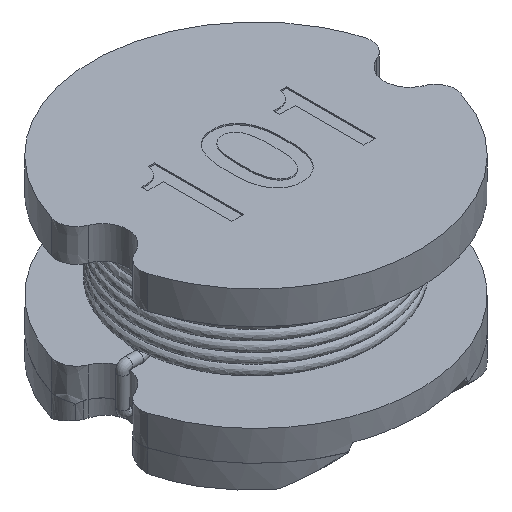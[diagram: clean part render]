
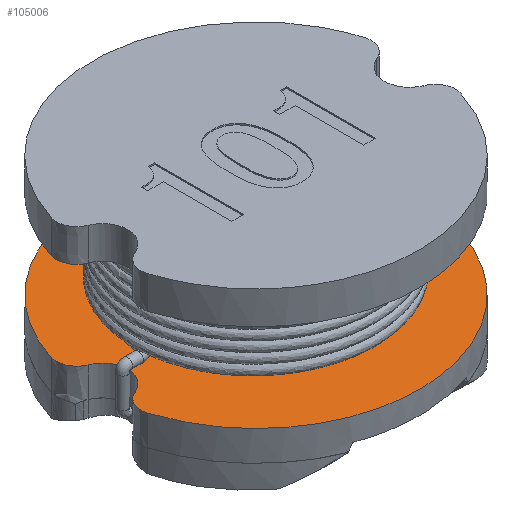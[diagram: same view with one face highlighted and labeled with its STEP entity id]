
A CAD part, isometric view. The second image highlights one B-rep face of the part: STEP entity #105006.
In plain terms, the highlighted free-form (B-spline) face has degree [1, 1] with [2, 2] control points.
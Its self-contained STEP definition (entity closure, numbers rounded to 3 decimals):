
#104568=CARTESIAN_POINT('',(3.25,0.,-4.8));
#104569=VERTEX_POINT('',#104568);
#104575=CARTESIAN_POINT('',(3.25,0.,-4.8));
#104576=CARTESIAN_POINT('',(3.25,3.25,-4.8));
#104577=CARTESIAN_POINT('',(0.,3.25,-4.8));
#104578=CARTESIAN_POINT('',(-3.25,3.25,-4.8));
#104579=CARTESIAN_POINT('',(-3.25,0.,-4.8));
#104580=CARTESIAN_POINT('',(-3.25,-3.25,-4.8));
#104581=CARTESIAN_POINT('',(0.,-3.25,-4.8));
#104582=CARTESIAN_POINT('',(3.25,-3.25,-4.8));
#104583=CARTESIAN_POINT('',(3.25,0.,-4.8));
#104584=(BOUNDED_CURVE()B_SPLINE_CURVE(2,(#104575,#104576,#104577,#104578,#104579,#104580,#104581,#104582,#104583),.CIRCULAR_ARC.,.T.,.U.)B_SPLINE_CURVE_WITH_KNOTS((3,2,2,2,3),(0.,0.25,0.5,0.75,1.),.UNSPECIFIED.)CURVE()GEOMETRIC_REPRESENTATION_ITEM()RATIONAL_B_SPLINE_CURVE((1.,0.707,1.,0.707,1.,0.707,1.,0.707,1.))REPRESENTATION_ITEM(''));
#104585=EDGE_CURVE('',#104569,#104569,#104584,.T.);
#104761=CARTESIAN_POINT('',(6.212,-1.913,-4.8));
#104762=VERTEX_POINT('',#104761);
#104768=CARTESIAN_POINT('',(-6.212,-1.913,-4.8));
#104769=VERTEX_POINT('',#104768);
#104770=CARTESIAN_POINT('',(-6.212,-1.913,-4.8));
#104771=CARTESIAN_POINT('',(-4.8,-6.5,-4.8));
#104772=CARTESIAN_POINT('',(0.,-6.5,-4.8));
#104773=CARTESIAN_POINT('',(4.8,-6.5,-4.8));
#104774=CARTESIAN_POINT('',(6.212,-1.913,-4.8));
#104775=(BOUNDED_CURVE()B_SPLINE_CURVE(2,(#104770,#104771,#104772,#104773,#104774),.CIRCULAR_ARC.,.F.,.U.)B_SPLINE_CURVE_WITH_KNOTS((3,2,3),(0.55,0.75,0.95),.UNSPECIFIED.)CURVE()GEOMETRIC_REPRESENTATION_ITEM()RATIONAL_B_SPLINE_CURVE((0.906,0.766,1.,0.766,0.906))REPRESENTATION_ITEM(''));
#104776=EDGE_CURVE('',#104769,#104762,#104775,.T.);
#104935=CARTESIAN_POINT('',(-19.5,-19.5,-4.8));
#104936=CARTESIAN_POINT('',(-19.5,19.5,-4.8));
#104937=CARTESIAN_POINT('',(19.5,-19.5,-4.8));
#104938=CARTESIAN_POINT('',(19.5,19.5,-4.8));
#104939=B_SPLINE_SURFACE_WITH_KNOTS('',1,1,((#104935,#104936),(#104937,#104938)),.PLANE_SURF.,.F.,.F.,.U.,(2,2),(2,2),(-1.,2.),(-1.,2.),.UNSPECIFIED.);
#104940=CARTESIAN_POINT('',(-5.738,0.932,-4.8));
#104941=VERTEX_POINT('',#104940);
#104942=CARTESIAN_POINT('',(-6.212,1.913,-4.8));
#104943=VERTEX_POINT('',#104942);
#104944=CARTESIAN_POINT('',(-5.738,0.932,-4.8));
#104945=CARTESIAN_POINT('',(-6.431,1.202,-4.8));
#104946=CARTESIAN_POINT('',(-6.212,1.913,-4.8));
#104947=(BOUNDED_CURVE()B_SPLINE_CURVE(2,(#104944,#104945,#104946),.UNSPECIFIED.,.F.,.U.)B_SPLINE_CURVE_WITH_KNOTS((3,3),(0.,1.),.UNSPECIFIED.)CURVE()GEOMETRIC_REPRESENTATION_ITEM()RATIONAL_B_SPLINE_CURVE((1.,0.732,1.))REPRESENTATION_ITEM(''));
#104948=EDGE_CURVE('',#104941,#104943,#104947,.T.);
#104949=ORIENTED_EDGE('',*,*,#104948,.F.);
#104950=CARTESIAN_POINT('',(-5.738,-0.932,-4.8));
#104951=VERTEX_POINT('',#104950);
#104952=CARTESIAN_POINT('',(-5.738,-0.932,-4.8));
#104953=CARTESIAN_POINT('',(-5.1,-0.684,-4.8));
#104954=CARTESIAN_POINT('',(-5.1,0.,-4.8));
#104955=CARTESIAN_POINT('',(-5.1,0.684,-4.8));
#104956=CARTESIAN_POINT('',(-5.738,0.932,-4.8));
#104957=(BOUNDED_CURVE()B_SPLINE_CURVE(2,(#104952,#104953,#104954,#104955,#104956),.CIRCULAR_ARC.,.F.,.U.)B_SPLINE_CURVE_WITH_KNOTS((3,2,3),(0.123,0.5,0.877),.UNSPECIFIED.)CURVE()GEOMETRIC_REPRESENTATION_ITEM()RATIONAL_B_SPLINE_CURVE((0.891,0.779,1.,0.779,0.891))REPRESENTATION_ITEM(''));
#104958=EDGE_CURVE('',#104951,#104941,#104957,.T.);
#104959=ORIENTED_EDGE('',*,*,#104958,.F.);
#104960=CARTESIAN_POINT('',(-5.738,-0.932,-4.8));
#104961=CARTESIAN_POINT('',(-6.431,-1.202,-4.8));
#104962=CARTESIAN_POINT('',(-6.212,-1.913,-4.8));
#104963=(BOUNDED_CURVE()B_SPLINE_CURVE(2,(#104960,#104961,#104962),.UNSPECIFIED.,.F.,.U.)B_SPLINE_CURVE_WITH_KNOTS((3,3),(0.,1.),.UNSPECIFIED.)CURVE()GEOMETRIC_REPRESENTATION_ITEM()RATIONAL_B_SPLINE_CURVE((1.,0.732,1.))REPRESENTATION_ITEM(''));
#104964=EDGE_CURVE('',#104951,#104769,#104963,.T.);
#104965=ORIENTED_EDGE('',*,*,#104964,.T.);
#104966=ORIENTED_EDGE('',*,*,#104776,.T.);
#104967=CARTESIAN_POINT('',(5.738,-0.932,-4.8));
#104968=VERTEX_POINT('',#104967);
#104969=CARTESIAN_POINT('',(5.738,-0.932,-4.8));
#104970=CARTESIAN_POINT('',(6.431,-1.202,-4.8));
#104971=CARTESIAN_POINT('',(6.212,-1.913,-4.8));
#104972=(BOUNDED_CURVE()B_SPLINE_CURVE(2,(#104969,#104970,#104971),.UNSPECIFIED.,.F.,.U.)B_SPLINE_CURVE_WITH_KNOTS((3,3),(0.,1.),.UNSPECIFIED.)CURVE()GEOMETRIC_REPRESENTATION_ITEM()RATIONAL_B_SPLINE_CURVE((1.,0.732,1.))REPRESENTATION_ITEM(''));
#104973=EDGE_CURVE('',#104968,#104762,#104972,.T.);
#104974=ORIENTED_EDGE('',*,*,#104973,.F.);
#104975=CARTESIAN_POINT('',(5.738,0.932,-4.8));
#104976=VERTEX_POINT('',#104975);
#104977=CARTESIAN_POINT('',(5.738,0.932,-4.8));
#104978=CARTESIAN_POINT('',(5.1,0.684,-4.8));
#104979=CARTESIAN_POINT('',(5.1,0.,-4.8));
#104980=CARTESIAN_POINT('',(5.1,-0.684,-4.8));
#104981=CARTESIAN_POINT('',(5.738,-0.932,-4.8));
#104982=(BOUNDED_CURVE()B_SPLINE_CURVE(2,(#104977,#104978,#104979,#104980,#104981),.CIRCULAR_ARC.,.F.,.U.)B_SPLINE_CURVE_WITH_KNOTS((3,2,3),(0.123,0.5,0.877),.UNSPECIFIED.)CURVE()GEOMETRIC_REPRESENTATION_ITEM()RATIONAL_B_SPLINE_CURVE((0.891,0.779,1.,0.779,0.891))REPRESENTATION_ITEM(''));
#104983=EDGE_CURVE('',#104976,#104968,#104982,.T.);
#104984=ORIENTED_EDGE('',*,*,#104983,.F.);
#104985=CARTESIAN_POINT('',(6.212,1.913,-4.8));
#104986=VERTEX_POINT('',#104985);
#104987=CARTESIAN_POINT('',(5.738,0.932,-4.8));
#104988=CARTESIAN_POINT('',(6.431,1.202,-4.8));
#104989=CARTESIAN_POINT('',(6.212,1.913,-4.8));
#104990=(BOUNDED_CURVE()B_SPLINE_CURVE(2,(#104987,#104988,#104989),.UNSPECIFIED.,.F.,.U.)B_SPLINE_CURVE_WITH_KNOTS((3,3),(0.,1.),.UNSPECIFIED.)CURVE()GEOMETRIC_REPRESENTATION_ITEM()RATIONAL_B_SPLINE_CURVE((1.,0.732,1.))REPRESENTATION_ITEM(''));
#104991=EDGE_CURVE('',#104976,#104986,#104990,.T.);
#104992=ORIENTED_EDGE('',*,*,#104991,.T.);
#104993=CARTESIAN_POINT('',(6.212,1.913,-4.8));
#104994=CARTESIAN_POINT('',(4.8,6.5,-4.8));
#104995=CARTESIAN_POINT('',(0.,6.5,-4.8));
#104996=CARTESIAN_POINT('',(-4.8,6.5,-4.8));
#104997=CARTESIAN_POINT('',(-6.212,1.913,-4.8));
#104998=(BOUNDED_CURVE()B_SPLINE_CURVE(2,(#104993,#104994,#104995,#104996,#104997),.CIRCULAR_ARC.,.F.,.U.)B_SPLINE_CURVE_WITH_KNOTS((3,2,3),(0.05,0.25,0.45),.UNSPECIFIED.)CURVE()GEOMETRIC_REPRESENTATION_ITEM()RATIONAL_B_SPLINE_CURVE((0.906,0.766,1.,0.766,0.906))REPRESENTATION_ITEM(''));
#104999=EDGE_CURVE('',#104986,#104943,#104998,.T.);
#105000=ORIENTED_EDGE('',*,*,#104999,.T.);
#105001=EDGE_LOOP('',(#104949,#104959,#104965,#104966,#104974,#104984,#104992,#105000));
#105002=FACE_OUTER_BOUND('',#105001,.T.);
#105003=ORIENTED_EDGE('',*,*,#104585,.F.);
#105004=EDGE_LOOP('',(#105003));
#105005=FACE_BOUND('',#105004,.T.);
#105006=ADVANCED_FACE('',(#105002,#105005),#104939,.T.);
